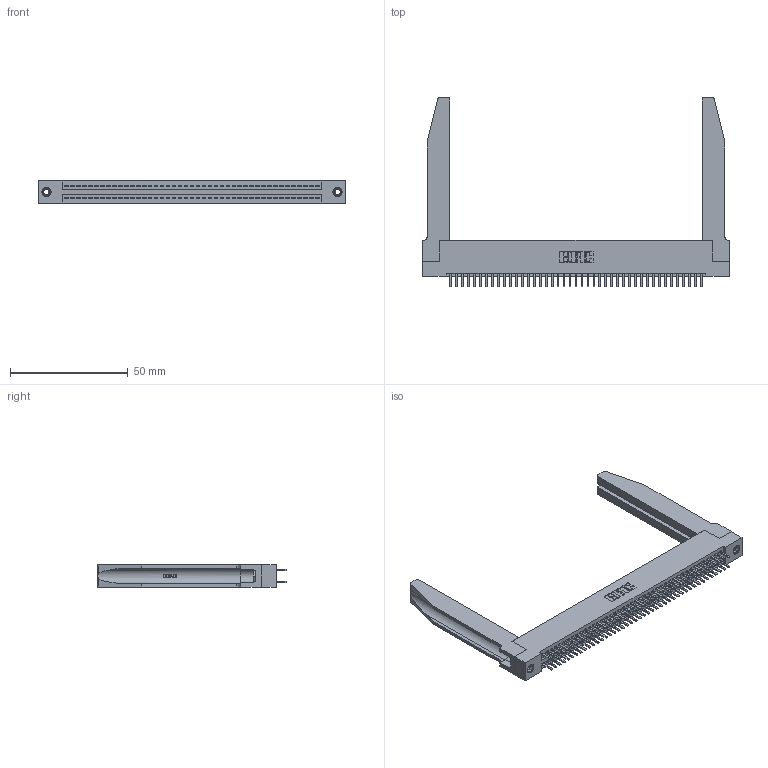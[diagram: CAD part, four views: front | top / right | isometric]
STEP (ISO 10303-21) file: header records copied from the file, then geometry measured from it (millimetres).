
FILE_DESCRIPTION (( 'STEP AP203' ), '1' );
FILE_NAME ('345-086-520-278.STEP', '2019-11-01T06:30:54', ( '' ), ( '' ), 'SwSTEP 2.0', 'SolidWorks 2016', '' );
FILE_SCHEMA (( 'CONFIG_CONTROL_DESIGN' ));
Length unit declared in the file: inch
Products named in the file (5): 345-086-520-278; 345-250-001_345-250-001-102; 345-292-001_345-293-120; 345 Part_Flush Mounting Lugs - 0.156 Dia-TH; 345-220-078_345-220-078
Assembly tree (91 placements, depth 2):
  345-086-520-278
    345 Part_Flush Mounting Lugs - 0.156 Dia-TH
    345-292-001_345-293-120  x86
    345-250-001_345-250-001-102  x2
    345-220-078_345-220-078  x2
Bounding box: 130.45 x 80.64 x 9.4 mm (x, y, z)
Volume: 20414.4 mm3; surface area: 25467.3 mm2
Topology: 91 solids, 91 shells, 5004 faces, 14451 edges, 9394 vertices
Faces by surface type: plane 3232, cylinder 1720, bspline 36, cone 12, torus 4
Entity records: 38458 total; most frequent: CARTESIAN_POINT 7375, ORIENTED_EDGE 6194, DIRECTION 5483, EDGE_CURVE 3097, LINE 2695, VECTOR 2695, VERTEX_POINT 2056, AXIS2_PLACEMENT_3D 1394
